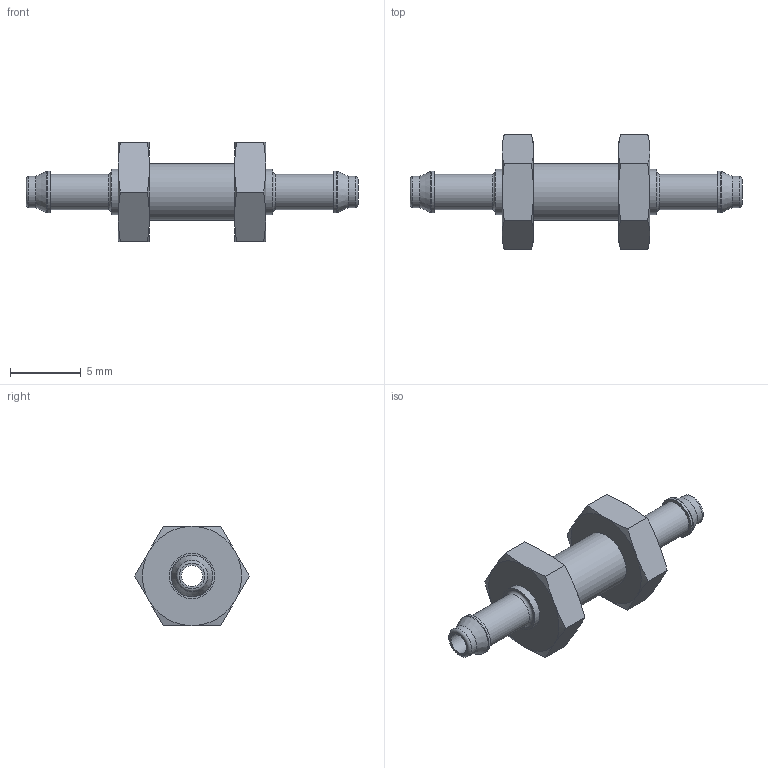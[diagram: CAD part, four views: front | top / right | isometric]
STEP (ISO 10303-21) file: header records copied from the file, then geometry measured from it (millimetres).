
FILE_DESCRIPTION(/* description */ ('STEP AP214'),/* implementation_level */ '2;1');
FILE_NAME(/* name */ '19528_SCN-PK-2',/* time_stamp */ '2024-09-10T20:43:52+02:00',/* author */ ('License CC BY-ND 4.0'),/* organization */ ('CADENAS'),/* preprocessor_version */ 'ST-DEVELOPER v19.3',/* originating_system */ 'PARTsolutions',/* authorisation */ ' ');
FILE_SCHEMA (('AUTOMOTIVE_DESIGN {1 0 10303 214 3 1 1}'));
Length unit declared in the file: millimetre
Products named in the file (1): 19528 SCN-PK-2
Bounding box: 23.4 x 8.08 x 7 mm (x, y, z)
Volume: 286.8 mm3; surface area: 533.5 mm2
Topology: 1 solids, 1 shells, 64 faces, 128 edges, 74 vertices
Faces by surface type: cone 26, plane 22, cylinder 10, torus 6
Full cylindrical faces by diameter (mm): 1.5 x1, 2.2 x2, 2.5 x2, 2.95 x2, 3.2 x2, 4 x1
Entity records: 1622 total; most frequent: CARTESIAN_POINT 393, DIRECTION 242, ORIENTED_EDGE 220, AXIS2_PLACEMENT_3D 115, EDGE_CURVE 110, EDGE_LOOP 92, FACE_BOUND 92, VERTEX_POINT 74
